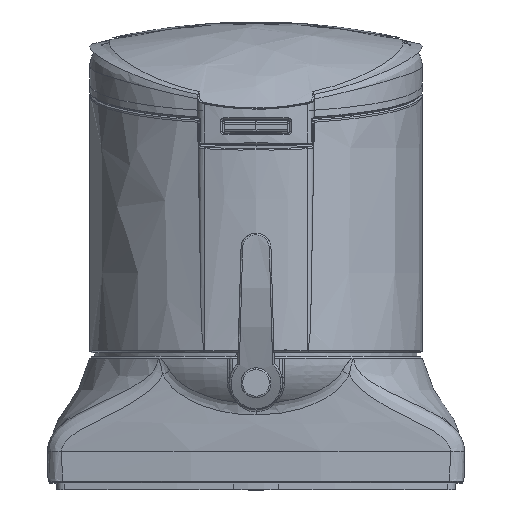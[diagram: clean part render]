
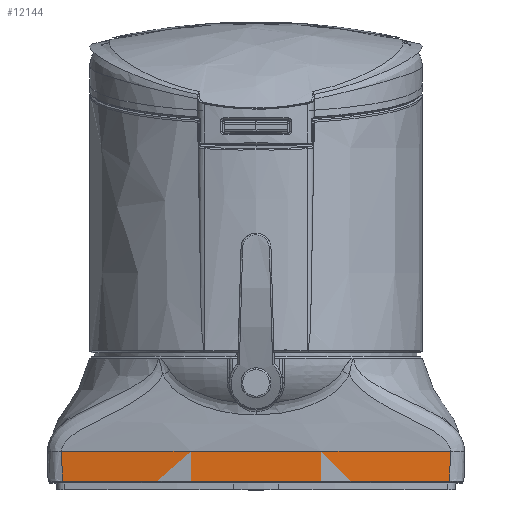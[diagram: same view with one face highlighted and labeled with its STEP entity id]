
A CAD part, top view. The second image highlights one B-rep face of the part: STEP entity #12144.
In plain terms, the highlighted conical face has half-angle 1 degrees and reference radius 400.087 mm.
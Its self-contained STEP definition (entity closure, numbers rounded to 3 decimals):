
#9827=CARTESIAN_POINT('',(-58.237,-38.7,
37.247));
#9828=CARTESIAN_POINT('',(-58.263,-37.221,
37.269));
#9829=CARTESIAN_POINT('',(-58.316,-34.242,
37.314));
#9830=CARTESIAN_POINT('',(-58.369,-31.221,
37.359));
#9831=CARTESIAN_POINT('',(-58.396,-29.7,
37.382));
#9833=CARTESIAN_POINT('',(0.,-29.7,-358.5));
#9834=DIRECTION('',(0.,1.,0.));
#9835=DIRECTION('',(-0.146,0.,0.989));
#9836=AXIS2_PLACEMENT_3D('',#9833,#9834,#9835);
#9838=CARTESIAN_POINT('',(58.237,-38.7,37.247));
#9839=CARTESIAN_POINT('',(58.263,-37.221,37.269));
#9840=CARTESIAN_POINT('',(58.316,-34.242,37.314));
#9841=CARTESIAN_POINT('',(58.369,-31.221,37.359));
#9842=CARTESIAN_POINT('',(58.396,-29.7,37.382));
#9844=CARTESIAN_POINT('',(0.,-38.7,-358.5));
#9845=DIRECTION('',(0.,-1.,0.));
#9846=DIRECTION('',(0.146,0.,0.989));
#9847=AXIS2_PLACEMENT_3D('',#9844,#9845,#9846);
#10059=CARTESIAN_POINT('',(58.396,-29.7,
37.382));
#10103=CARTESIAN_POINT('',(-58.396,-29.7,
37.382));
#11374=VERTEX_POINT('',#10103);
#11375=VERTEX_POINT('',#10059);
#11404=VERTEX_POINT('',#9827);
#11405=VERTEX_POINT('',#9838);
#12129=CARTESIAN_POINT('',(0.,-34.2,-358.5));
#12130=DIRECTION('',(0.,1.,0.));
#12131=DIRECTION('',(1.,0.,0.));
#12132=AXIS2_PLACEMENT_3D('',#12129,#12130,#12131);
#12133=CONICAL_SURFACE('',#12132,400.087,1.);
#12135=ORIENTED_EDGE('',*,*,#12134,.T.);
#12137=ORIENTED_EDGE('',*,*,#12136,.T.);
#12139=ORIENTED_EDGE('',*,*,#12138,.F.);
#12141=ORIENTED_EDGE('',*,*,#12140,.T.);
#12142=EDGE_LOOP('',(#12135,#12137,#12139,#12141));
#12143=FACE_OUTER_BOUND('',#12142,.F.);
#9832=B_SPLINE_CURVE_WITH_KNOTS('',3,(#9827,#9828,#9829,#9830,#9831),
.UNSPECIFIED.,.F.,.F.,(4,1,4),(0.,0.5,1.),.UNSPECIFIED.);
#9837=CIRCLE('',#9836,400.166);
#9843=B_SPLINE_CURVE_WITH_KNOTS('',3,(#9838,#9839,#9840,#9841,#9842),
.UNSPECIFIED.,.F.,.F.,(4,1,4),(0.,0.5,1.),.UNSPECIFIED.);
#9848=CIRCLE('',#9847,400.009);
#12134=EDGE_CURVE('',#11404,#11374,#9832,.T.);
#12136=EDGE_CURVE('',#11374,#11375,#9837,.T.);
#12138=EDGE_CURVE('',#11405,#11375,#9843,.T.);
#12140=EDGE_CURVE('',#11405,#11404,#9848,.T.);
#12144=ADVANCED_FACE('',(#12143),#12133,.T.);
